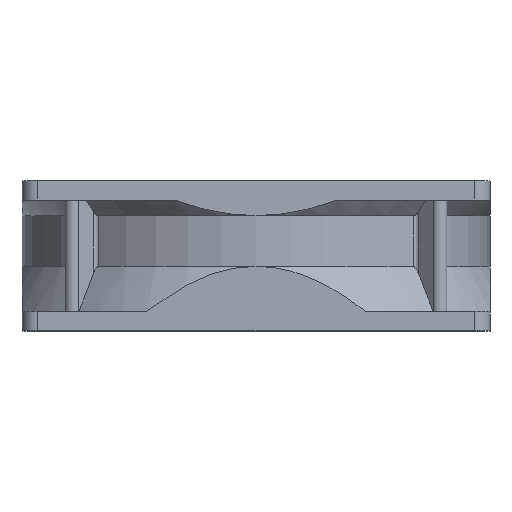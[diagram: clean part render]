
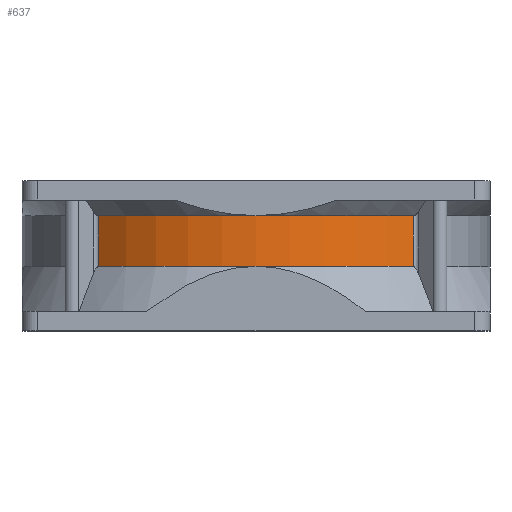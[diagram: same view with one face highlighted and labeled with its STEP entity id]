
A CAD part, top view. The second image highlights one B-rep face of the part: STEP entity #637.
In plain terms, the highlighted cylindrical face has radius 60 mm (diameter 120 mm), a partial arc.
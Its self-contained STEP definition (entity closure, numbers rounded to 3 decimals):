
#71=CARTESIAN_POINT('POS9690',(0.,16.5,
   0.));
#72=DIRECTION('DIR15576',(0.,-1.,
   0.));
#73=DIRECTION('DIR15577',(-1.,0.,
   0.));
#74=AXIS2_PLACEMENT_3D('AXIS5887',#71,#72,#73);
#75=CIRCLE('ELLIPSE3437',#74,60.);
#79=CARTESIAN_POINT('POS9691',(0.,29.5,
   0.));
#80=DIRECTION('DIR15578',(0.,-1.,
   0.));
#81=DIRECTION('DIR15579',(-1.,0.,
   0.));
#82=AXIS2_PLACEMENT_3D('AXIS5888',#79,#80,#81);
#83=CIRCLE('ELLIPSE3438',#82,60.);
#88=CARTESIAN_POINT('POS9692',(0.,23.,
   0.));
#89=DIRECTION('DIR15580',(0.,-1.,
   0.));
#90=DIRECTION('DIR15581',(-1.,0.,
   0.));
#91=AXIS2_PLACEMENT_3D('AXIS5889',#88,#89,#90);
#92=CYLINDRICAL_SURFACE('CONE_SURF1533',#91,60.);
#554=CARTESIAN_POINT('POINT5628',(40.289,16.5,
   44.461));
#555=VERTEX_POINT('VERTEX5628',#554);
#581=CARTESIAN_POINT('POINT5630',(40.289,29.5,
   44.461));
#582=VERTEX_POINT('VERTEX5630',#581);
#598=CARTESIAN_POINT('POS9716',(40.289,5.,
   44.461));
#599=DIRECTION('DIR15613',(0.,1.,0.));
#600=VECTOR('VEC3819',#599,1.);
#601=LINE('STRAIGHT3819',#598,#600);
#602=EDGE_CURVE('EDGE8565',#555,#582,#601,.T.);
#612=CARTESIAN_POINT('POINT5631',(0.,16.5,
   60.));
#613=VERTEX_POINT('VERTEX5631',#612);
#614=EDGE_CURVE('EDGE8566',#555,#613,#75,.T.);
#615=ORIENTED_EDGE('COEDGE17091',*,*,#614,.F.);
#616=ORIENTED_EDGE('COEDGE17092',*,*,#602,.T.);
#617=CARTESIAN_POINT('POINT5632',(0.,29.5,
   60.));
#618=VERTEX_POINT('VERTEX5632',#617);
#619=EDGE_CURVE('EDGE8567',#582,#618,#83,.T.);
#620=ORIENTED_EDGE('COEDGE17093',*,*,#619,.T.);
#621=CARTESIAN_POINT('POINT5633',(-40.288,29.5,
   44.462));
#622=VERTEX_POINT('VERTEX5633',#621);
#623=EDGE_CURVE('EDGE8568',#618,#622,#83,.T.);
#624=ORIENTED_EDGE('COEDGE17094',*,*,#623,.T.);
#625=CARTESIAN_POINT('POINT5634',(-40.288,16.5,
   44.462));
#626=VERTEX_POINT('VERTEX5634',#625);
#627=CARTESIAN_POINT('POS9718',(-40.288,23.,
   44.462));
#628=DIRECTION('DIR15616',(0.,-1.,
   0.));
#629=VECTOR('VEC3820',#628,1.);
#630=LINE('STRAIGHT3820',#627,#629);
#631=EDGE_CURVE('EDGE8569',#622,#626,#630,.T.);
#632=ORIENTED_EDGE('COEDGE17095',*,*,#631,.T.);
#633=EDGE_CURVE('EDGE8570',#613,#626,#75,.T.);
#634=ORIENTED_EDGE('COEDGE17096',*,*,#633,.F.);
#635=EDGE_LOOP('NONE',(#615,#616,#620,#624,#632,#634));
#636=FACE_BOUND('LOOP1',#635,.T.);
#637=ADVANCED_FACE('FACE3026',(#636),#92,.T.);
